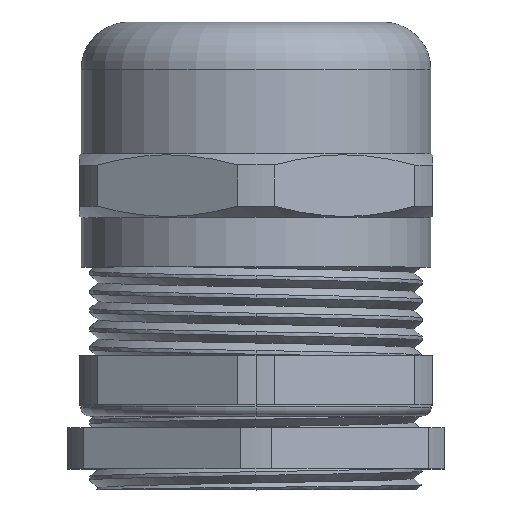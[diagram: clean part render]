
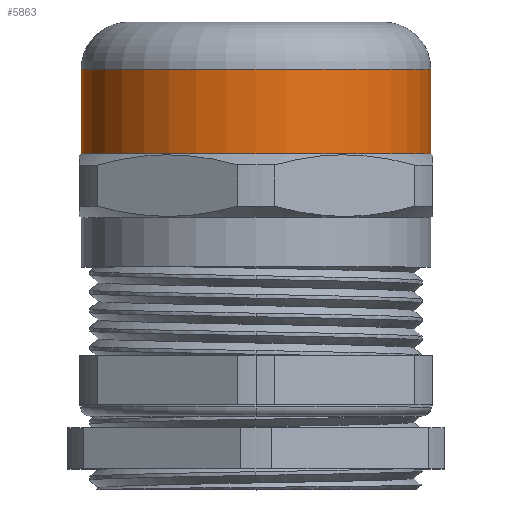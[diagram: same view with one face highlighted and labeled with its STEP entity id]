
A CAD part, top view. The second image highlights one B-rep face of the part: STEP entity #5863.
In plain terms, the highlighted cylindrical face has radius 14.85 mm (diameter 29.7 mm), a partial arc.
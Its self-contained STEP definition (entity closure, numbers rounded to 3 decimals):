
#210 = CARTESIAN_POINT ( 'NONE',  ( 14.85, 21.305, 0. ) ) ;
#1058 = VERTEX_POINT ( 'NONE', #5518 ) ;
#1150 = DIRECTION ( 'NONE',  ( 0., -1., 0. ) ) ;
#1178 = ORIENTED_EDGE ( 'NONE', *, *, #7978, .T. ) ;
#1232 = EDGE_CURVE ( 'NONE', #8819, #10128, #2477, .T. ) ;
#1580 = AXIS2_PLACEMENT_3D ( 'NONE', #3741, #9606, #4573 ) ;
#1678 = CARTESIAN_POINT ( 'NONE',  ( 14.85, 28.5, 0. ) ) ;
#2409 = EDGE_LOOP ( 'NONE', ( #1178, #7094, #10123, #7973 ) ) ;
#2477 = LINE ( 'NONE', #5060, #4445 ) ;
#3432 = CYLINDRICAL_SURFACE ( 'NONE', #9109, 14.85 ) ;
#3433 = CIRCLE ( 'NONE', #8066, 14.85 ) ;
#3741 = CARTESIAN_POINT ( 'NONE',  ( 0., 28.5, 0. ) ) ;
#4445 = VECTOR ( 'NONE', #4517, 1000. ) ;
#4453 = DIRECTION ( 'NONE',  ( 1., 0., 0. ) ) ;
#4517 = DIRECTION ( 'NONE',  ( 0., -1., 0. ) ) ;
#4573 = DIRECTION ( 'NONE',  ( 1., 0., 0. ) ) ;
#5060 = CARTESIAN_POINT ( 'NONE',  ( 14.85, -7.2, 0. ) ) ;
#5289 = LINE ( 'NONE', #10076, #9236 ) ;
#5518 = CARTESIAN_POINT ( 'NONE',  ( -14.85, 21.305, 0. ) ) ;
#5628 = VERTEX_POINT ( 'NONE', #8828 ) ;
#5863 = ADVANCED_FACE ( 'NONE', ( #10518 ), #3432, .T. ) ;
#5947 = DIRECTION ( 'NONE',  ( 0., -1., 0. ) ) ;
#6171 = CARTESIAN_POINT ( 'NONE',  ( 0., 21.305, 0. ) ) ;
#6283 = EDGE_CURVE ( 'NONE', #5628, #1058, #5289, .T. ) ;
#6568 = CIRCLE ( 'NONE', #1580, 14.85 ) ;
#6951 = CARTESIAN_POINT ( 'NONE',  ( 0., -7.2, 0. ) ) ;
#7007 = DIRECTION ( 'NONE',  ( 1., 0., 0. ) ) ;
#7094 = ORIENTED_EDGE ( 'NONE', *, *, #6283, .T. ) ;
#7134 = EDGE_CURVE ( 'NONE', #10128, #1058, #3433, .T. ) ;
#7973 = ORIENTED_EDGE ( 'NONE', *, *, #1232, .F. ) ;
#7978 = EDGE_CURVE ( 'NONE', #8819, #5628, #6568, .T. ) ;
#8066 = AXIS2_PLACEMENT_3D ( 'NONE', #6171, #1150, #7007 ) ;
#8708 = DIRECTION ( 'NONE',  ( 0., -1., 0. ) ) ;
#8819 = VERTEX_POINT ( 'NONE', #1678 ) ;
#8828 = CARTESIAN_POINT ( 'NONE',  ( -14.85, 28.5, 0. ) ) ;
#9109 = AXIS2_PLACEMENT_3D ( 'NONE', #6951, #8708, #4453 ) ;
#9236 = VECTOR ( 'NONE', #5947, 1000. ) ;
#9606 = DIRECTION ( 'NONE',  ( 0., -1., 0. ) ) ;
#10076 = CARTESIAN_POINT ( 'NONE',  ( -14.85, -7.2, 0. ) ) ;
#10123 = ORIENTED_EDGE ( 'NONE', *, *, #7134, .F. ) ;
#10128 = VERTEX_POINT ( 'NONE', #210 ) ;
#10518 = FACE_OUTER_BOUND ( 'NONE', #2409, .T. ) ;
